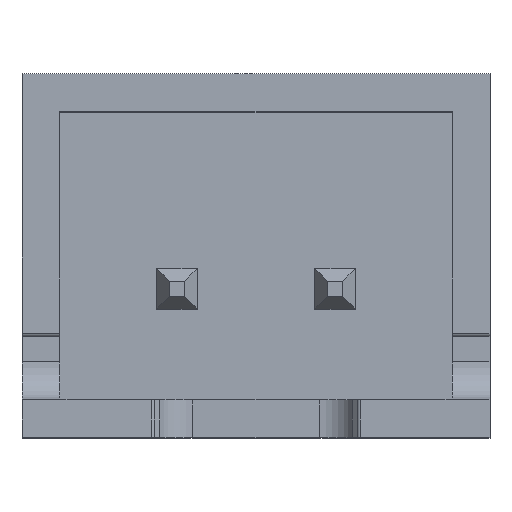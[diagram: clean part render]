
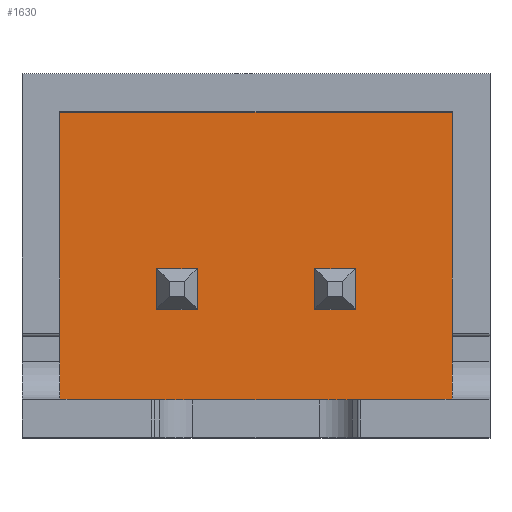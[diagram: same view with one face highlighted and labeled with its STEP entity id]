
A CAD part, top view. The second image highlights one B-rep face of the part: STEP entity #1630.
In plain terms, the highlighted planar face has unit normal (0, 0, 1).
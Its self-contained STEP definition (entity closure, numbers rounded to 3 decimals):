
#713 = VERTEX_POINT('',#714);
#714 = CARTESIAN_POINT('',(3.1,-2.275,1.5));
#720 = EDGE_CURVE('',#713,#721,#723,.T.);
#721 = VERTEX_POINT('',#722);
#722 = CARTESIAN_POINT('',(3.1,2.275,1.5));
#723 = LINE('',#724,#725);
#724 = CARTESIAN_POINT('',(3.1,-2.275,1.5));
#725 = VECTOR('',#726,1.);
#726 = DIRECTION('',(0.,1.,0.));
#745 = EDGE_CURVE('',#721,#746,#748,.T.);
#746 = VERTEX_POINT('',#747);
#747 = CARTESIAN_POINT('',(-3.1,2.275,1.5));
#748 = LINE('',#749,#750);
#749 = CARTESIAN_POINT('',(3.1,2.275,1.5));
#750 = VECTOR('',#751,1.);
#751 = DIRECTION('',(-1.,0.,0.));
#770 = EDGE_CURVE('',#746,#771,#773,.T.);
#771 = VERTEX_POINT('',#772);
#772 = CARTESIAN_POINT('',(-3.1,-2.275,1.5));
#773 = LINE('',#774,#775);
#774 = CARTESIAN_POINT('',(-3.1,2.275,1.5));
#775 = VECTOR('',#776,1.);
#776 = DIRECTION('',(0.,-1.,0.));
#1614 = EDGE_CURVE('',#771,#713,#1615,.T.);
#1615 = LINE('',#1616,#1617);
#1616 = CARTESIAN_POINT('',(-3.1,-2.275,1.5));
#1617 = VECTOR('',#1618,1.);
#1618 = DIRECTION('',(1.,0.,0.));
#1630 = ADVANCED_FACE('',(#1631,#1637,#1671),#1705,.T.);
#1631 = FACE_BOUND('',#1632,.T.);
#1632 = EDGE_LOOP('',(#1633,#1634,#1635,#1636));
#1633 = ORIENTED_EDGE('',*,*,#720,.T.);
#1634 = ORIENTED_EDGE('',*,*,#745,.T.);
#1635 = ORIENTED_EDGE('',*,*,#770,.T.);
#1636 = ORIENTED_EDGE('',*,*,#1614,.T.);
#1637 = FACE_BOUND('',#1638,.T.);
#1638 = EDGE_LOOP('',(#1639,#1649,#1657,#1665));
#1639 = ORIENTED_EDGE('',*,*,#1640,.T.);
#1640 = EDGE_CURVE('',#1641,#1643,#1645,.T.);
#1641 = VERTEX_POINT('',#1642);
#1642 = CARTESIAN_POINT('',(-0.93,-0.845,1.5));
#1643 = VERTEX_POINT('',#1644);
#1644 = CARTESIAN_POINT('',(-1.57,-0.845,1.5));
#1645 = LINE('',#1646,#1647);
#1646 = CARTESIAN_POINT('',(-0.93,-0.845,1.5));
#1647 = VECTOR('',#1648,1.);
#1648 = DIRECTION('',(-1.,0.,0.));
#1649 = ORIENTED_EDGE('',*,*,#1650,.T.);
#1650 = EDGE_CURVE('',#1643,#1651,#1653,.T.);
#1651 = VERTEX_POINT('',#1652);
#1652 = CARTESIAN_POINT('',(-1.57,-0.205,1.5));
#1653 = LINE('',#1654,#1655);
#1654 = CARTESIAN_POINT('',(-1.57,-0.845,1.5));
#1655 = VECTOR('',#1656,1.);
#1656 = DIRECTION('',(0.,1.,0.));
#1657 = ORIENTED_EDGE('',*,*,#1658,.T.);
#1658 = EDGE_CURVE('',#1651,#1659,#1661,.T.);
#1659 = VERTEX_POINT('',#1660);
#1660 = CARTESIAN_POINT('',(-0.93,-0.205,1.5));
#1661 = LINE('',#1662,#1663);
#1662 = CARTESIAN_POINT('',(-1.57,-0.205,1.5));
#1663 = VECTOR('',#1664,1.);
#1664 = DIRECTION('',(1.,0.,0.));
#1665 = ORIENTED_EDGE('',*,*,#1666,.T.);
#1666 = EDGE_CURVE('',#1659,#1641,#1667,.T.);
#1667 = LINE('',#1668,#1669);
#1668 = CARTESIAN_POINT('',(-0.93,-0.205,1.5));
#1669 = VECTOR('',#1670,1.);
#1670 = DIRECTION('',(0.,-1.,0.));
#1671 = FACE_BOUND('',#1672,.T.);
#1672 = EDGE_LOOP('',(#1673,#1683,#1691,#1699));
#1673 = ORIENTED_EDGE('',*,*,#1674,.F.);
#1674 = EDGE_CURVE('',#1675,#1677,#1679,.T.);
#1675 = VERTEX_POINT('',#1676);
#1676 = CARTESIAN_POINT('',(1.57,-0.845,1.5));
#1677 = VERTEX_POINT('',#1678);
#1678 = CARTESIAN_POINT('',(1.57,-0.205,1.5));
#1679 = LINE('',#1680,#1681);
#1680 = CARTESIAN_POINT('',(1.57,-0.845,1.5));
#1681 = VECTOR('',#1682,1.);
#1682 = DIRECTION('',(0.,1.,0.));
#1683 = ORIENTED_EDGE('',*,*,#1684,.F.);
#1684 = EDGE_CURVE('',#1685,#1675,#1687,.T.);
#1685 = VERTEX_POINT('',#1686);
#1686 = CARTESIAN_POINT('',(0.93,-0.845,1.5));
#1687 = LINE('',#1688,#1689);
#1688 = CARTESIAN_POINT('',(0.93,-0.845,1.5));
#1689 = VECTOR('',#1690,1.);
#1690 = DIRECTION('',(1.,0.,0.));
#1691 = ORIENTED_EDGE('',*,*,#1692,.F.);
#1692 = EDGE_CURVE('',#1693,#1685,#1695,.T.);
#1693 = VERTEX_POINT('',#1694);
#1694 = CARTESIAN_POINT('',(0.93,-0.205,1.5));
#1695 = LINE('',#1696,#1697);
#1696 = CARTESIAN_POINT('',(0.93,-0.205,1.5));
#1697 = VECTOR('',#1698,1.);
#1698 = DIRECTION('',(0.,-1.,0.));
#1699 = ORIENTED_EDGE('',*,*,#1700,.F.);
#1700 = EDGE_CURVE('',#1677,#1693,#1701,.T.);
#1701 = LINE('',#1702,#1703);
#1702 = CARTESIAN_POINT('',(1.57,-0.205,1.5));
#1703 = VECTOR('',#1704,1.);
#1704 = DIRECTION('',(-1.,0.,0.));
#1705 = PLANE('',#1706);
#1706 = AXIS2_PLACEMENT_3D('',#1707,#1708,#1709);
#1707 = CARTESIAN_POINT('',(0.,0.,1.5));
#1708 = DIRECTION('',(0.,0.,1.));
#1709 = DIRECTION('',(1.,0.,0.));
